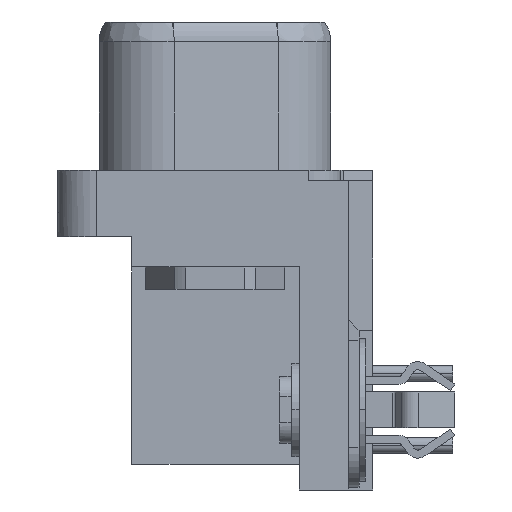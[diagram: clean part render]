
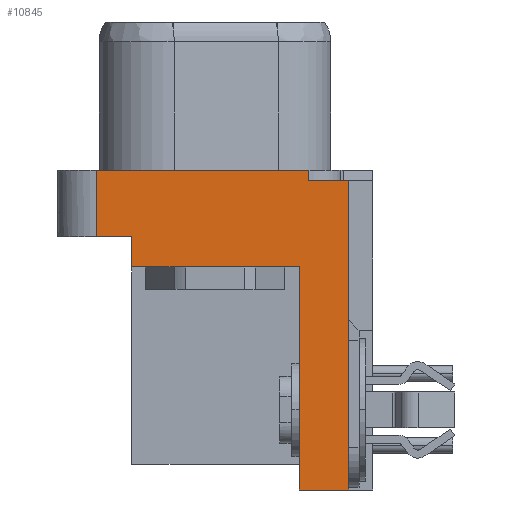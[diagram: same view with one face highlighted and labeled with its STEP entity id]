
A CAD part, left-side view. The second image highlights one B-rep face of the part: STEP entity #10845.
In plain terms, the highlighted planar face has unit normal (-1, 0, 0).
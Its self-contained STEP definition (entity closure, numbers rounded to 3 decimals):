
#72=DIRECTION('',(0.,1.,0.));
#73=VECTOR('',#72,1.575);
#74=CARTESIAN_POINT('',(-34.773,-5.309,-6.309));
#75=LINE('',#74,#73);
#76=DIRECTION('',(0.,0.,1.));
#77=VECTOR('',#76,12.294);
#78=CARTESIAN_POINT('',(-34.773,-5.309,-18.603));
#79=LINE('',#78,#77);
#80=DIRECTION('',(0.,1.,0.));
#81=VECTOR('',#80,1.956);
#82=CARTESIAN_POINT('',(-34.773,-5.309,-18.603));
#83=LINE('',#82,#81);
#84=DIRECTION('',(0.,0.,1.));
#85=VECTOR('',#84,8.865);
#86=CARTESIAN_POINT('',(-34.773,-3.353,-18.603));
#87=LINE('',#86,#85);
#88=DIRECTION('',(0.,1.,0.));
#89=VECTOR('',#88,6.655);
#90=CARTESIAN_POINT('',(-34.773,-3.353,-9.738));
#91=LINE('',#90,#89);
#92=DIRECTION('',(0.,0.,1.));
#93=VECTOR('',#92,1.194);
#94=CARTESIAN_POINT('',(-34.773,3.302,-9.738));
#95=LINE('',#94,#93);
#96=DIRECTION('',(0.,-1.,0.));
#97=VECTOR('',#96,1.397);
#98=CARTESIAN_POINT('',(-34.773,4.699,-8.545));
#99=LINE('',#98,#97);
#100=DIRECTION('',(0.,0.,-1.));
#101=VECTOR('',#100,2.652);
#102=CARTESIAN_POINT('',(-34.773,4.699,-5.893));
#103=LINE('',#102,#101);
#104=DIRECTION('',(0.,-1.,0.));
#105=VECTOR('',#104,8.433);
#106=CARTESIAN_POINT('',(-34.773,4.699,-5.893));
#107=LINE('',#106,#105);
#108=DIRECTION('',(0.,0.,1.));
#109=VECTOR('',#108,0.417);
#110=CARTESIAN_POINT('',(-34.773,-3.734,-6.309));
#111=LINE('',#110,#109);
#8274=CARTESIAN_POINT('',(-34.773,-3.353,-18.603));
#8275=CARTESIAN_POINT('',(-34.773,-3.353,-9.738));
#8276=VERTEX_POINT('',#8274);
#8277=VERTEX_POINT('',#8275);
#8298=CARTESIAN_POINT('',(-34.773,-5.309,-18.603));
#8300=VERTEX_POINT('',#8298);
#8326=CARTESIAN_POINT('',(-34.773,4.699,-8.545));
#8327=CARTESIAN_POINT('',(-34.773,3.302,-8.545));
#8328=VERTEX_POINT('',#8326);
#8329=VERTEX_POINT('',#8327);
#8398=CARTESIAN_POINT('',(-34.773,-5.309,-6.309));
#8399=CARTESIAN_POINT('',(-34.773,-3.734,-6.309));
#8400=VERTEX_POINT('',#8398);
#8401=VERTEX_POINT('',#8399);
#8526=CARTESIAN_POINT('',(-34.773,3.302,-9.738));
#8527=VERTEX_POINT('',#8526);
#9653=CARTESIAN_POINT('',(-34.773,4.699,-5.893));
#9655=VERTEX_POINT('',#9653);
#9656=CARTESIAN_POINT('',(-34.773,-3.734,-5.893));
#9657=VERTEX_POINT('',#9656);
#10818=CARTESIAN_POINT('',(-34.773,0.,0.));
#10819=DIRECTION('',(1.,0.,0.));
#10820=DIRECTION('',(0.,0.,-1.));
#10821=AXIS2_PLACEMENT_3D('',#10818,#10819,#10820);
#10822=PLANE('',#10821);
#10824=ORIENTED_EDGE('',*,*,#10823,.F.);
#10826=ORIENTED_EDGE('',*,*,#10825,.F.);
#10828=ORIENTED_EDGE('',*,*,#10827,.T.);
#10830=ORIENTED_EDGE('',*,*,#10829,.T.);
#10832=ORIENTED_EDGE('',*,*,#10831,.T.);
#10834=ORIENTED_EDGE('',*,*,#10833,.T.);
#10836=ORIENTED_EDGE('',*,*,#10835,.F.);
#10838=ORIENTED_EDGE('',*,*,#10837,.F.);
#10840=ORIENTED_EDGE('',*,*,#10839,.T.);
#10842=ORIENTED_EDGE('',*,*,#10841,.F.);
#10843=EDGE_LOOP('',(#10824,#10826,#10828,#10830,#10832,#10834,#10836,#10838,
#10840,#10842));
#10844=FACE_OUTER_BOUND('',#10843,.F.);
#10845=ADVANCED_FACE('',(#10844),#10822,.F.);
#10823=EDGE_CURVE('',#8400,#8401,#75,.T.);
#10825=EDGE_CURVE('',#8300,#8400,#79,.T.);
#10827=EDGE_CURVE('',#8300,#8276,#83,.T.);
#10829=EDGE_CURVE('',#8276,#8277,#87,.T.);
#10831=EDGE_CURVE('',#8277,#8527,#91,.T.);
#10833=EDGE_CURVE('',#8527,#8329,#95,.T.);
#10835=EDGE_CURVE('',#8328,#8329,#99,.T.);
#10837=EDGE_CURVE('',#9655,#8328,#103,.T.);
#10839=EDGE_CURVE('',#9655,#9657,#107,.T.);
#10841=EDGE_CURVE('',#8401,#9657,#111,.T.);
